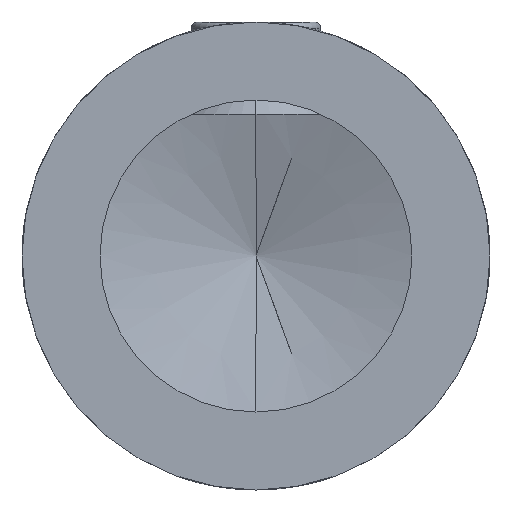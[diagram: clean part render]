
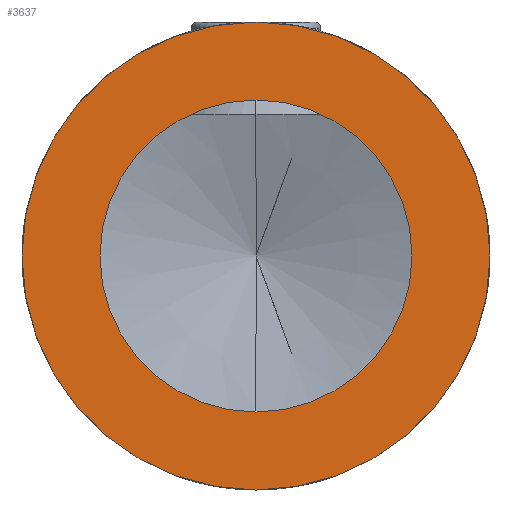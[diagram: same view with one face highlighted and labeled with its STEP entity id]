
A CAD part, left-side view. The second image highlights one B-rep face of the part: STEP entity #3637.
In plain terms, the highlighted planar face has unit normal (-1, 0, 0).
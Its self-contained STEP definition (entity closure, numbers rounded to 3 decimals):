
#55 = DIRECTION ( 'NONE',  ( -1., 0., 0. ) ) ;
#74 = VERTEX_POINT ( 'NONE', #3288 ) ;
#302 = CARTESIAN_POINT ( 'NONE',  ( -27.375, 0., 0. ) ) ;
#329 = AXIS2_PLACEMENT_3D ( 'NONE', #2118, #55, #3105 ) ;
#339 = FACE_OUTER_BOUND ( 'NONE', #2882, .T. ) ;
#461 = CIRCLE ( 'NONE', #815, 6. ) ;
#466 = ORIENTED_EDGE ( 'NONE', *, *, #3455, .F. ) ;
#474 = CIRCLE ( 'NONE', #329, 6. ) ;
#695 = AXIS2_PLACEMENT_3D ( 'NONE', #302, #1712, #3751 ) ;
#697 = VERTEX_POINT ( 'NONE', #3627 ) ;
#815 = AXIS2_PLACEMENT_3D ( 'NONE', #1838, #2231, #1560 ) ;
#854 = DIRECTION ( 'NONE',  ( 0., 0., 1. ) ) ;
#902 = ORIENTED_EDGE ( 'NONE', *, *, #3254, .F. ) ;
#1250 = CIRCLE ( 'NONE', #695, 9. ) ;
#1251 = CARTESIAN_POINT ( 'NONE',  ( -27.375, 0., 9. ) ) ;
#1515 = DIRECTION ( 'NONE',  ( -1., 0., 0. ) ) ;
#1560 = DIRECTION ( 'NONE',  ( 0., 0., 1. ) ) ;
#1585 = PLANE ( 'NONE',  #2683 ) ;
#1712 = DIRECTION ( 'NONE',  ( -1., 0., 0. ) ) ;
#1838 = CARTESIAN_POINT ( 'NONE',  ( -27.375, 0., 0. ) ) ;
#1972 = CARTESIAN_POINT ( 'NONE',  ( -27.375, 6., 0. ) ) ;
#2118 = CARTESIAN_POINT ( 'NONE',  ( -27.375, 0., 0. ) ) ;
#2231 = DIRECTION ( 'NONE',  ( -1., 0., 0. ) ) ;
#2325 = VERTEX_POINT ( 'NONE', #1251 ) ;
#2512 = ORIENTED_EDGE ( 'NONE', *, *, #3422, .T. ) ;
#2683 = AXIS2_PLACEMENT_3D ( 'NONE', #1972, #3973, #2894 ) ;
#2882 = EDGE_LOOP ( 'NONE', ( #2512, #3452 ) ) ;
#2894 = DIRECTION ( 'NONE',  ( 0., 0., -1. ) ) ;
#2895 = VERTEX_POINT ( 'NONE', #4096 ) ;
#3091 = AXIS2_PLACEMENT_3D ( 'NONE', #3477, #1515, #854 ) ;
#3105 = DIRECTION ( 'NONE',  ( 0., 0., 1. ) ) ;
#3191 = EDGE_CURVE ( 'NONE', #2895, #2325, #1250, .T. ) ;
#3254 = EDGE_CURVE ( 'NONE', #697, #74, #474, .T. ) ;
#3266 = FACE_BOUND ( 'NONE', #3754, .T. ) ;
#3288 = CARTESIAN_POINT ( 'NONE',  ( -27.375, 0., 6. ) ) ;
#3422 = EDGE_CURVE ( 'NONE', #2325, #2895, #4200, .T. ) ;
#3452 = ORIENTED_EDGE ( 'NONE', *, *, #3191, .T. ) ;
#3455 = EDGE_CURVE ( 'NONE', #74, #697, #461, .T. ) ;
#3477 = CARTESIAN_POINT ( 'NONE',  ( -27.375, 0., 0. ) ) ;
#3627 = CARTESIAN_POINT ( 'NONE',  ( -27.375, 0., -6. ) ) ;
#3637 = ADVANCED_FACE ( 'NONE', ( #3266, #339 ), #1585, .F. ) ;
#3751 = DIRECTION ( 'NONE',  ( 0., 0., 1. ) ) ;
#3754 = EDGE_LOOP ( 'NONE', ( #466, #902 ) ) ;
#3973 = DIRECTION ( 'NONE',  ( 1., 0., 0. ) ) ;
#4096 = CARTESIAN_POINT ( 'NONE',  ( -27.375, 0., -9. ) ) ;
#4200 = CIRCLE ( 'NONE', #3091, 9. ) ;
